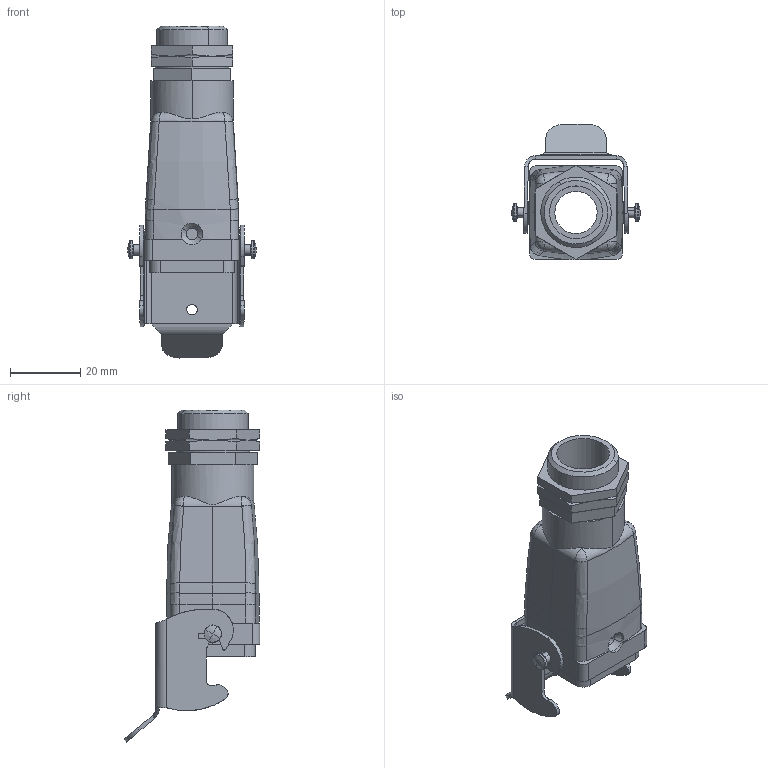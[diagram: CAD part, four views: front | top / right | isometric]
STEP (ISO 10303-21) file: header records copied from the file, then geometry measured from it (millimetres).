
FILE_DESCRIPTION(('CATIA V5 STEP Exchange','CAx-IF Rec.Pracs.--- Model Styling and Organization---1.4--- 2014-01-23'),'2;1');
FILE_NAME ('13490936_6', '2019-12-09T06:54:49+00:00', ('none'), ('Weidmueller'), 'CATIA Version 5-6 Release 2016 SP3 HF44', 'CATIA V5 STEP AP214', 'none');
FILE_SCHEMA(('AUTOMOTIVE_DESIGN { 1 0 10303 214 1 1 1 1 }'));
Length unit declared in the file: millimetre
Products named in the file (1): 1900330000
Bounding box: 36.5 x 38.5 x 94.22 mm (x, y, z)
Volume: 16608.9 mm3; surface area: 16317.6 mm2
Topology: 1 solids, 2 shells, 279 faces, 697 edges, 417 vertices
Faces by surface type: plane 113, cylinder 85, bspline 24, cone 23, torus 18, sphere 8, extrusion 6, revolution 2
Entity records: 9271 total; most frequent: CARTESIAN_POINT 3245, ORIENTED_EDGE 1370, DIRECTION 962, EDGE_CURVE 685, VERTEX_POINT 417, AXIS2_PLACEMENT_3D 411, VECTOR 332, LINE 326
